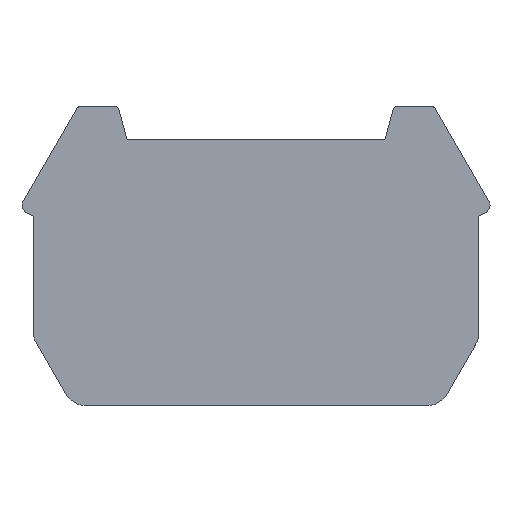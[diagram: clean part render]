
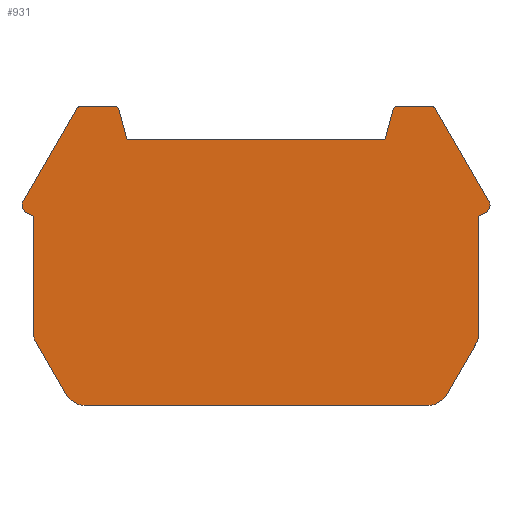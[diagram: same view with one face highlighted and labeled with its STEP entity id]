
A CAD part, top view. The second image highlights one B-rep face of the part: STEP entity #931.
In plain terms, the highlighted planar face has unit normal (0, 0, 1).
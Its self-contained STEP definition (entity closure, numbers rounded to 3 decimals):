
#242=DIRECTION('',(-0.5,-0.866,0.));
#243=VECTOR('',#242,14.618);
#244=CARTESIAN_POINT('',(-24.273,44.05,4.1));
#245=LINE('',#244,#243);
#246=CARTESIAN_POINT('',(-23.84,43.8,4.1));
#247=DIRECTION('',(0.,0.,1.));
#248=DIRECTION('',(0.,1.,0.));
#249=AXIS2_PLACEMENT_3D('',#246,#247,#248);
#251=DIRECTION('',(-1.,0.,0.));
#252=VECTOR('',#251,4.77);
#253=CARTESIAN_POINT('',(-19.069,44.3,4.1));
#254=LINE('',#253,#252);
#255=CARTESIAN_POINT('',(-19.069,43.8,4.1));
#256=DIRECTION('',(0.,0.,1.));
#257=DIRECTION('',(0.966,0.259,0.));
#258=AXIS2_PLACEMENT_3D('',#255,#256,#257);
#260=DIRECTION('',(-0.259,0.966,0.));
#261=VECTOR('',#260,4.275);
#262=CARTESIAN_POINT('',(-17.48,39.8,4.1));
#263=LINE('',#262,#261);
#264=DIRECTION('',(-1.,0.,0.));
#265=VECTOR('',#264,34.96);
#266=CARTESIAN_POINT('',(17.48,39.8,4.1));
#267=LINE('',#266,#265);
#268=DIRECTION('',(-0.259,-0.966,0.));
#269=VECTOR('',#268,4.275);
#270=CARTESIAN_POINT('',(18.586,43.929,4.1));
#271=LINE('',#270,#269);
#272=CARTESIAN_POINT('',(19.069,43.8,4.1));
#273=DIRECTION('',(0.,0.,1.));
#274=DIRECTION('',(0.,1.,0.));
#275=AXIS2_PLACEMENT_3D('',#272,#273,#274);
#277=DIRECTION('',(-1.,0.,0.));
#278=VECTOR('',#277,4.77);
#279=CARTESIAN_POINT('',(23.84,44.3,4.1));
#280=LINE('',#279,#278);
#281=CARTESIAN_POINT('',(23.84,43.8,4.1));
#282=DIRECTION('',(0.,0.,1.));
#283=DIRECTION('',(0.866,0.5,0.));
#284=AXIS2_PLACEMENT_3D('',#281,#282,#283);
#286=DIRECTION('',(-0.5,0.866,0.));
#287=VECTOR('',#286,14.618);
#288=CARTESIAN_POINT('',(31.582,31.391,4.1));
#289=LINE('',#288,#287);
#290=CARTESIAN_POINT('',(30.717,30.888,4.1));
#291=DIRECTION('',(0.,0.,1.));
#292=DIRECTION('',(0.469,-0.883,0.));
#293=AXIS2_PLACEMENT_3D('',#290,#291,#292);
#295=DIRECTION('',(0.883,0.469,0.));
#296=VECTOR('',#295,1.23);
#297=CARTESIAN_POINT('',(30.1,29.428,4.1));
#298=LINE('',#297,#296);
#299=DIRECTION('',(0.,1.,0.));
#300=VECTOR('',#299,16.532);
#301=CARTESIAN_POINT('',(30.1,12.896,4.1));
#302=LINE('',#301,#300);
#303=CARTESIAN_POINT('',(29.1,12.896,4.1));
#304=DIRECTION('',(0.,0.,1.));
#305=DIRECTION('',(0.866,-0.5,0.));
#306=AXIS2_PLACEMENT_3D('',#303,#304,#305);
#308=DIRECTION('',(0.5,0.866,0.));
#309=VECTOR('',#308,8.194);
#310=CARTESIAN_POINT('',(25.869,5.3,4.1));
#311=LINE('',#310,#309);
#312=CARTESIAN_POINT('',(23.271,6.8,4.1));
#313=DIRECTION('',(0.,0.,1.));
#314=DIRECTION('',(0.,-1.,0.));
#315=AXIS2_PLACEMENT_3D('',#312,#313,#314);
#317=DIRECTION('',(1.,0.,0.));
#318=VECTOR('',#317,46.409);
#319=CARTESIAN_POINT('',(-23.138,3.8,4.1));
#320=LINE('',#319,#318);
#321=CARTESIAN_POINT('',(-23.138,6.8,4.1));
#322=DIRECTION('',(0.,0.,1.));
#323=DIRECTION('',(-0.866,-0.5,0.));
#324=AXIS2_PLACEMENT_3D('',#321,#322,#323);
#326=DIRECTION('',(0.5,-0.866,0.));
#327=VECTOR('',#326,8.46);
#328=CARTESIAN_POINT('',(-29.966,12.627,4.1));
#329=LINE('',#328,#327);
#330=CARTESIAN_POINT('',(-29.1,13.127,4.1));
#331=DIRECTION('',(0.,0.,1.));
#332=DIRECTION('',(-1.,0.,0.));
#333=AXIS2_PLACEMENT_3D('',#330,#331,#332);
#335=DIRECTION('',(0.,-1.,0.));
#336=VECTOR('',#335,16.302);
#337=CARTESIAN_POINT('',(-30.1,29.428,4.1));
#338=LINE('',#337,#336);
#339=DIRECTION('',(0.883,-0.469,0.));
#340=VECTOR('',#339,1.23);
#341=CARTESIAN_POINT('',(-31.186,30.005,4.1));
#342=LINE('',#341,#340);
#343=CARTESIAN_POINT('',(-30.717,30.888,4.1));
#344=DIRECTION('',(0.,0.,1.));
#345=DIRECTION('',(-0.865,0.502,0.));
#346=AXIS2_PLACEMENT_3D('',#343,#344,#345);
#432=CARTESIAN_POINT('',(-24.273,44.05,4.1));
#433=CARTESIAN_POINT('',(-31.582,31.391,4.1));
#434=VERTEX_POINT('',#432);
#435=VERTEX_POINT('',#433);
#436=CARTESIAN_POINT('',(-31.186,30.005,4.1));
#437=VERTEX_POINT('',#436);
#438=CARTESIAN_POINT('',(-30.1,29.428,4.1));
#439=VERTEX_POINT('',#438);
#440=CARTESIAN_POINT('',(-30.1,13.127,4.1));
#441=VERTEX_POINT('',#440);
#442=CARTESIAN_POINT('',(-29.966,12.627,4.1));
#443=VERTEX_POINT('',#442);
#444=CARTESIAN_POINT('',(-25.736,5.3,4.1));
#445=VERTEX_POINT('',#444);
#446=CARTESIAN_POINT('',(-23.138,3.8,4.1));
#447=VERTEX_POINT('',#446);
#448=CARTESIAN_POINT('',(23.271,3.8,4.1));
#449=VERTEX_POINT('',#448);
#450=CARTESIAN_POINT('',(25.869,5.3,4.1));
#451=VERTEX_POINT('',#450);
#452=CARTESIAN_POINT('',(29.966,12.396,4.1));
#453=VERTEX_POINT('',#452);
#454=CARTESIAN_POINT('',(30.1,12.896,4.1));
#455=VERTEX_POINT('',#454);
#456=CARTESIAN_POINT('',(30.1,29.428,4.1));
#457=VERTEX_POINT('',#456);
#458=CARTESIAN_POINT('',(31.186,30.005,4.1));
#459=VERTEX_POINT('',#458);
#460=CARTESIAN_POINT('',(31.582,31.391,4.1));
#461=VERTEX_POINT('',#460);
#462=CARTESIAN_POINT('',(24.273,44.05,4.1));
#463=VERTEX_POINT('',#462);
#464=CARTESIAN_POINT('',(23.84,44.3,4.1));
#465=VERTEX_POINT('',#464);
#466=CARTESIAN_POINT('',(19.07,44.3,4.1));
#467=VERTEX_POINT('',#466);
#468=CARTESIAN_POINT('',(18.586,43.929,4.1));
#469=VERTEX_POINT('',#468);
#470=CARTESIAN_POINT('',(17.48,39.8,4.1));
#471=VERTEX_POINT('',#470);
#472=CARTESIAN_POINT('',(-17.48,39.8,4.1));
#473=VERTEX_POINT('',#472);
#474=CARTESIAN_POINT('',(-18.586,43.929,4.1));
#475=VERTEX_POINT('',#474);
#476=CARTESIAN_POINT('',(-19.069,44.3,4.1));
#477=VERTEX_POINT('',#476);
#478=CARTESIAN_POINT('',(-23.84,44.3,4.1));
#479=VERTEX_POINT('',#478);
#900=CARTESIAN_POINT('',(0.,0.,4.1));
#901=DIRECTION('',(0.,0.,1.));
#902=DIRECTION('',(1.,0.,0.));
#903=AXIS2_PLACEMENT_3D('',#900,#901,#902);
#904=PLANE('',#903);
#905=ORIENTED_EDGE('',*,*,#572,.F.);
#906=ORIENTED_EDGE('',*,*,#587,.F.);
#907=ORIENTED_EDGE('',*,*,#601,.F.);
#908=ORIENTED_EDGE('',*,*,#615,.F.);
#909=ORIENTED_EDGE('',*,*,#629,.F.);
#910=ORIENTED_EDGE('',*,*,#643,.F.);
#911=ORIENTED_EDGE('',*,*,#657,.F.);
#912=ORIENTED_EDGE('',*,*,#671,.F.);
#913=ORIENTED_EDGE('',*,*,#685,.F.);
#914=ORIENTED_EDGE('',*,*,#699,.F.);
#915=ORIENTED_EDGE('',*,*,#713,.F.);
#916=ORIENTED_EDGE('',*,*,#727,.F.);
#917=ORIENTED_EDGE('',*,*,#741,.F.);
#918=ORIENTED_EDGE('',*,*,#755,.F.);
#919=ORIENTED_EDGE('',*,*,#769,.F.);
#920=ORIENTED_EDGE('',*,*,#783,.F.);
#921=ORIENTED_EDGE('',*,*,#797,.F.);
#922=ORIENTED_EDGE('',*,*,#811,.F.);
#923=ORIENTED_EDGE('',*,*,#825,.F.);
#924=ORIENTED_EDGE('',*,*,#839,.F.);
#925=ORIENTED_EDGE('',*,*,#853,.F.);
#926=ORIENTED_EDGE('',*,*,#867,.F.);
#927=ORIENTED_EDGE('',*,*,#881,.F.);
#928=ORIENTED_EDGE('',*,*,#894,.F.);
#929=EDGE_LOOP('',(#905,#906,#907,#908,#909,#910,#911,#912,#913,#914,#915,#916,
#917,#918,#919,#920,#921,#922,#923,#924,#925,#926,#927,#928));
#930=FACE_OUTER_BOUND('',#929,.F.);
#250=CIRCLE('',#249,0.5);
#259=CIRCLE('',#258,0.5);
#276=CIRCLE('',#275,0.5);
#285=CIRCLE('',#284,0.5);
#294=CIRCLE('',#293,1.);
#307=CIRCLE('',#306,1.);
#316=CIRCLE('',#315,3.);
#325=CIRCLE('',#324,3.);
#334=CIRCLE('',#333,1.);
#347=CIRCLE('',#346,1.);
#572=EDGE_CURVE('',#434,#435,#245,.T.);
#587=EDGE_CURVE('',#479,#434,#250,.T.);
#601=EDGE_CURVE('',#477,#479,#254,.T.);
#615=EDGE_CURVE('',#475,#477,#259,.T.);
#629=EDGE_CURVE('',#473,#475,#263,.T.);
#643=EDGE_CURVE('',#471,#473,#267,.T.);
#657=EDGE_CURVE('',#469,#471,#271,.T.);
#671=EDGE_CURVE('',#467,#469,#276,.T.);
#685=EDGE_CURVE('',#465,#467,#280,.T.);
#699=EDGE_CURVE('',#463,#465,#285,.T.);
#713=EDGE_CURVE('',#461,#463,#289,.T.);
#727=EDGE_CURVE('',#459,#461,#294,.T.);
#741=EDGE_CURVE('',#457,#459,#298,.T.);
#755=EDGE_CURVE('',#455,#457,#302,.T.);
#769=EDGE_CURVE('',#453,#455,#307,.T.);
#783=EDGE_CURVE('',#451,#453,#311,.T.);
#797=EDGE_CURVE('',#449,#451,#316,.T.);
#811=EDGE_CURVE('',#447,#449,#320,.T.);
#825=EDGE_CURVE('',#445,#447,#325,.T.);
#839=EDGE_CURVE('',#443,#445,#329,.T.);
#853=EDGE_CURVE('',#441,#443,#334,.T.);
#867=EDGE_CURVE('',#439,#441,#338,.T.);
#881=EDGE_CURVE('',#437,#439,#342,.T.);
#894=EDGE_CURVE('',#435,#437,#347,.T.);
#931=ADVANCED_FACE('',(#930),#904,.T.);
